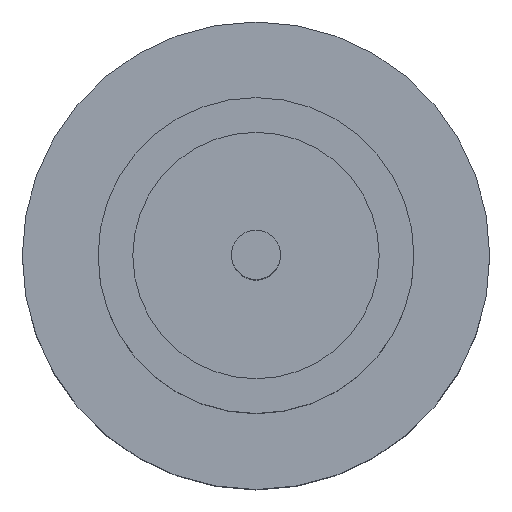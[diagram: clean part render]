
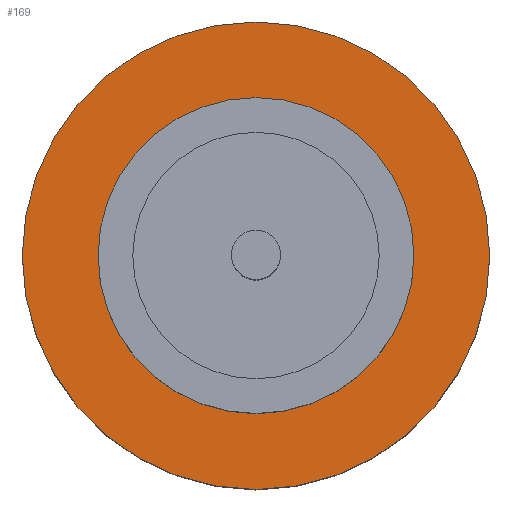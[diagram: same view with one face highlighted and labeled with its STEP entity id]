
A CAD part, top view. The second image highlights one B-rep face of the part: STEP entity #169.
In plain terms, the highlighted planar face has unit normal (0, 0, 1).
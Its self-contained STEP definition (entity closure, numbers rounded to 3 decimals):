
#21 = CIRCLE ( 'NONE', #737, 1.85 ) ;
#50 = VERTEX_POINT ( 'NONE', #437 ) ;
#62 = FACE_BOUND ( 'NONE', #716, .T. ) ;
#75 = DIRECTION ( 'NONE',  ( 0., 0., 1. ) ) ;
#95 = CARTESIAN_POINT ( 'NONE',  ( 0., 0., 1.55 ) ) ;
#103 = DIRECTION ( 'NONE',  ( 1., 0., 0. ) ) ;
#110 = CIRCLE ( 'NONE', #758, 1.25 ) ;
#115 = CIRCLE ( 'NONE', #721, 1.85 ) ;
#129 = ORIENTED_EDGE ( 'NONE', *, *, #645, .T. ) ;
#131 = DIRECTION ( 'NONE',  ( 1., 0., 0. ) ) ;
#148 = CARTESIAN_POINT ( 'NONE',  ( -1.25, 0., 1.55 ) ) ;
#169 = ADVANCED_FACE ( 'NONE', ( #62, #715 ), #321, .T. ) ;
#196 = ORIENTED_EDGE ( 'NONE', *, *, #625, .T. ) ;
#231 = DIRECTION ( 'NONE',  ( 1., 0., 0. ) ) ;
#256 = CARTESIAN_POINT ( 'NONE',  ( 0., 0., 1.55 ) ) ;
#257 = AXIS2_PLACEMENT_3D ( 'NONE', #528, #75, #131 ) ;
#282 = VERTEX_POINT ( 'NONE', #613 ) ;
#321 = PLANE ( 'NONE',  #257 ) ;
#333 = CARTESIAN_POINT ( 'NONE',  ( 1.85, 0., 1.55 ) ) ;
#349 = CARTESIAN_POINT ( 'NONE',  ( 0., 0., 1.55 ) ) ;
#351 = CIRCLE ( 'NONE', #476, 1.25 ) ;
#398 = DIRECTION ( 'NONE',  ( 0., 0., 1. ) ) ;
#414 = EDGE_CURVE ( 'NONE', #50, #502, #110, .T. ) ;
#437 = CARTESIAN_POINT ( 'NONE',  ( 1.25, 0., 1.55 ) ) ;
#476 = AXIS2_PLACEMENT_3D ( 'NONE', #568, #832, #556 ) ;
#491 = VERTEX_POINT ( 'NONE', #333 ) ;
#502 = VERTEX_POINT ( 'NONE', #148 ) ;
#528 = CARTESIAN_POINT ( 'NONE',  ( 0., 0., 1.55 ) ) ;
#556 = DIRECTION ( 'NONE',  ( 1., 0., 0. ) ) ;
#559 = DIRECTION ( 'NONE',  ( 0., 0., 1. ) ) ;
#568 = CARTESIAN_POINT ( 'NONE',  ( 0., 0., 1.55 ) ) ;
#607 = DIRECTION ( 'NONE',  ( 1., 0., 0. ) ) ;
#613 = CARTESIAN_POINT ( 'NONE',  ( -1.85, 0., 1.55 ) ) ;
#625 = EDGE_CURVE ( 'NONE', #491, #282, #21, .T. ) ;
#645 = EDGE_CURVE ( 'NONE', #282, #491, #115, .T. ) ;
#654 = EDGE_CURVE ( 'NONE', #502, #50, #351, .T. ) ;
#660 = ORIENTED_EDGE ( 'NONE', *, *, #654, .F. ) ;
#712 = ORIENTED_EDGE ( 'NONE', *, *, #414, .F. ) ;
#715 = FACE_OUTER_BOUND ( 'NONE', #812, .T. ) ;
#716 = EDGE_LOOP ( 'NONE', ( #712, #660 ) ) ;
#721 = AXIS2_PLACEMENT_3D ( 'NONE', #95, #559, #231 ) ;
#737 = AXIS2_PLACEMENT_3D ( 'NONE', #349, #837, #103 ) ;
#758 = AXIS2_PLACEMENT_3D ( 'NONE', #256, #398, #607 ) ;
#812 = EDGE_LOOP ( 'NONE', ( #129, #196 ) ) ;
#832 = DIRECTION ( 'NONE',  ( 0., 0., 1. ) ) ;
#837 = DIRECTION ( 'NONE',  ( 0., 0., 1. ) ) ;
